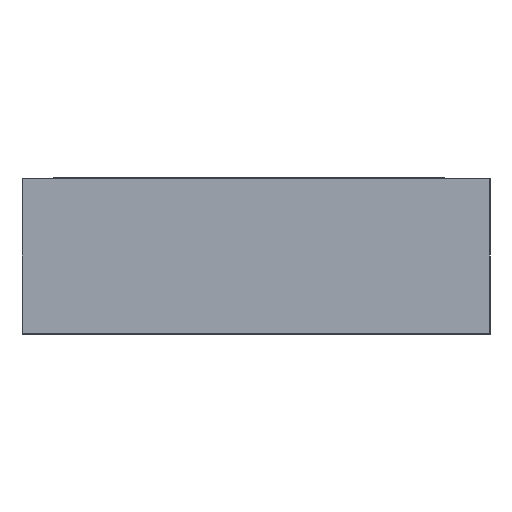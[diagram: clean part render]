
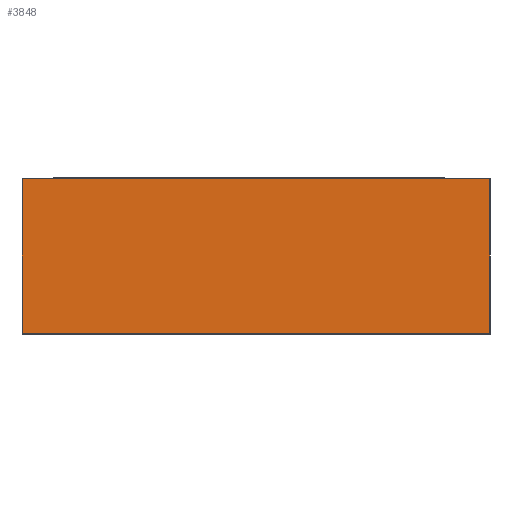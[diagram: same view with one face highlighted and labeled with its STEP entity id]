
A CAD part, left-side view. The second image highlights one B-rep face of the part: STEP entity #3848.
In plain terms, the highlighted planar face has unit normal (-1, 0, 0).
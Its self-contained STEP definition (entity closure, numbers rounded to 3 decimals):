
#488=FACE_OUTER_BOUND('',#735,.T.);
#735=EDGE_LOOP('',(#3476,#3477,#3478,#3479));
#772=LINE('',#4818,#1171);
#817=LINE('',#4917,#1216);
#1135=LINE('',#6585,#1534);
#1136=LINE('',#6620,#1535);
#1171=VECTOR('',#4078,3.);
#1216=VECTOR('',#4167,0.99);
#1534=VECTOR('',#4681,3.);
#1535=VECTOR('',#4730,0.99);
#1567=VERTEX_POINT('',#4814);
#1568=VERTEX_POINT('',#4816);
#1600=VERTEX_POINT('',#4915);
#1892=VERTEX_POINT('',#6583);
#1940=EDGE_CURVE('',#1567,#1568,#772,.T.);
#1991=EDGE_CURVE('',#1568,#1600,#817,.T.);
#2429=EDGE_CURVE('',#1892,#1600,#1135,.T.);
#2440=EDGE_CURVE('',#1567,#1892,#1136,.T.);
#3476=ORIENTED_EDGE('',*,*,#1940,.T.);
#3477=ORIENTED_EDGE('',*,*,#1991,.T.);
#3478=ORIENTED_EDGE('',*,*,#2429,.F.);
#3479=ORIENTED_EDGE('',*,*,#2440,.F.);
#3647=PLANE('',#4011);
#3848=ADVANCED_FACE('',(#488),#3647,.T.);
#4011=AXIS2_PLACEMENT_3D('',#6619,#4728,#4729);
#4078=DIRECTION('',(0.,-1.,0.));
#4167=DIRECTION('',(0.,0.,1.));
#4681=DIRECTION('',(0.,-1.,0.));
#4728=DIRECTION('center_axis',(-1.,0.,0.));
#4729=DIRECTION('ref_axis',(0.,-1.,0.));
#4730=DIRECTION('',(0.,0.,1.));
#4814=CARTESIAN_POINT('',(16.477,10.439,0.01));
#4816=CARTESIAN_POINT('',(16.477,7.439,0.01));
#4818=CARTESIAN_POINT('',(16.477,9.689,0.01));
#4915=CARTESIAN_POINT('',(16.477,7.439,1.));
#4917=CARTESIAN_POINT('',(16.477,7.439,0.));
#6583=CARTESIAN_POINT('',(16.477,10.439,1.));
#6585=CARTESIAN_POINT('',(16.477,10.439,1.));
#6619=CARTESIAN_POINT('Origin',(16.477,10.439,0.));
#6620=CARTESIAN_POINT('',(16.477,10.439,0.));
